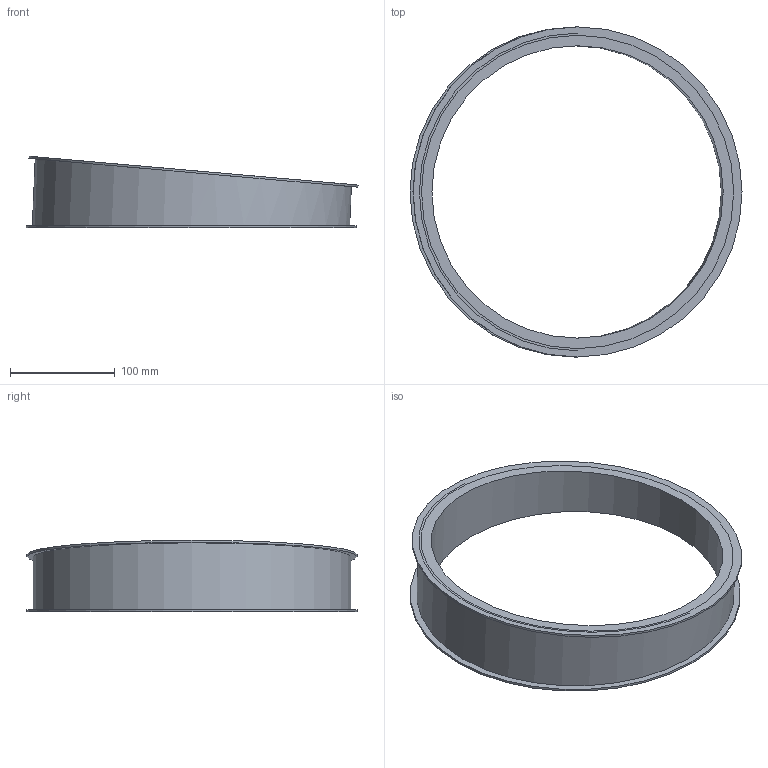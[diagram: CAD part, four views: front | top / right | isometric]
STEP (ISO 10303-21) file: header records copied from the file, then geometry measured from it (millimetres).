
FILE_DESCRIPTION(/* description */ (''),/* implementation_level */ '2;1');
FILE_NAME(/* name */ '4018015015672-APS-Segment Ø300 ballig R=1,5D-5°.stp',/* time_stamp */ '2015-01-07T16:09:42+01:00',/* author */ ('Moppl'),/* organization */ (''),/* preprocessor_version */ 'ST-DEVELOPER v15.6',/* originating_system */ 'Autodesk Inventor 2015',/* authorisation */ '');
FILE_SCHEMA (('AUTOMOTIVE_DESIGN { 1 0 10303 214 3 1 1 }'));
Length unit declared in the file: millimetre
Products named in the file (3): 4010015015741-Segment Ø300x2_ 5°; APS-Auskleidung Ø300_ 5°; 4018015015672-APS-Segment Ø300 ballig R=1,5D-5°
Assembly tree (2 placements, depth 2):
  4018015015672-APS-Segment Ø300 ballig R=1,5D-5°
    4010015015741-Segment Ø300x2_ 5°
    APS-Auskleidung Ø300_ 5°
Bounding box: 316.78 x 315 x 68.2 mm (x, y, z)
Volume: 495193.7 mm3; surface area: 251553.4 mm2
Topology: 1 solids, 2 shells, 14 faces, 32 edges, 20 vertices
Faces by surface type: plane 6, cylinder 4, torus 4
Full cylindrical faces by diameter (mm): 315 x2
Entity records: 564 total; most frequent: CARTESIAN_POINT 215, DIRECTION 66, ORIENTED_EDGE 44, AXIS2_PLACEMENT_3D 33, EDGE_LOOP 28, EDGE_CURVE 20, VERTEX_POINT 18, FACE_BOUND 14
